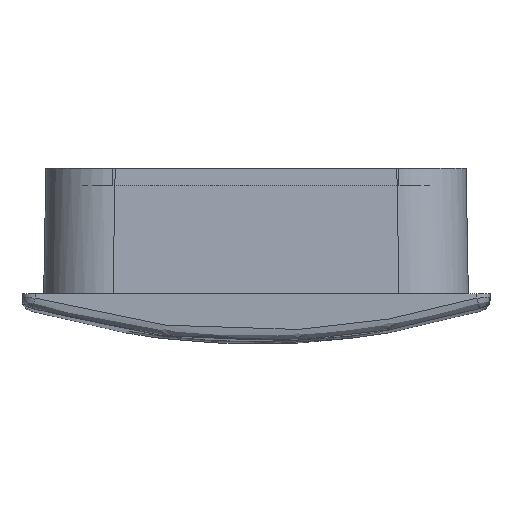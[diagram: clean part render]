
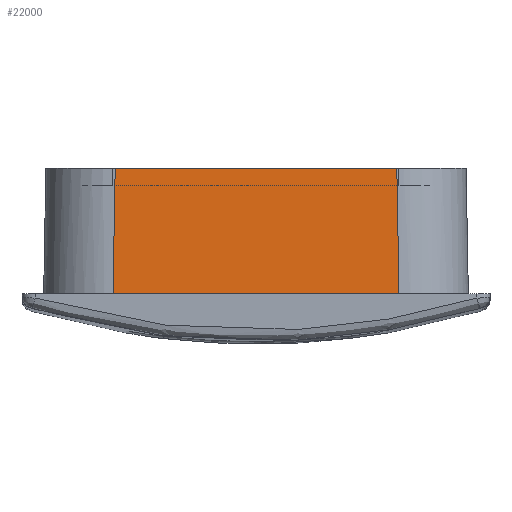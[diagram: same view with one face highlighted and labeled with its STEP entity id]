
A CAD part, top view. The second image highlights one B-rep face of the part: STEP entity #22000.
In plain terms, the highlighted face is planar.
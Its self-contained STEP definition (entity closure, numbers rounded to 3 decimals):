
#20340=CARTESIAN_POINT('',(10.749,-0.004,
260.982));
#20350=VERTEX_POINT('',#20340);
#20380=CARTESIAN_POINT('',(50.925,-0.004,
260.982));
#20390=DIRECTION('',(-1.,0.,0.));
#20400=VECTOR('',#20390,1.);
#20410=LINE('',#20380,#20400);
#20420=CARTESIAN_POINT('',(43.245,-0.004,
260.982));
#20430=VERTEX_POINT('',#20420);
#20440=EDGE_CURVE('',#20430,#20350,#20410,.T.);
#20860=CARTESIAN_POINT('',(43.243,-0.144,
260.98));
#20870=DIRECTION('',(-0.017,-1.,
-0.017));
#20880=VECTOR('',#20870,1.);
#20890=LINE('',#20860,#20880);
#20900=CARTESIAN_POINT('',(43.523,15.921,
261.26));
#20910=VERTEX_POINT('',#20900);
#20920=EDGE_CURVE('',#20910,#20430,#20890,.T.);
#21760=CARTESIAN_POINT('',(-0.003,14.496,
261.235));
#21770=DIRECTION('',(0.,-0.017,1.));
#21780=DIRECTION('',(1.,0.,0.));
#21790=AXIS2_PLACEMENT_3D('',#21760,#21770,#21780);
#21800=PLANE('',#21790);
#21810=CARTESIAN_POINT('',(10.751,-0.144,
260.98));
#21820=DIRECTION('',(0.017,-1.,
-0.017));
#21830=VECTOR('',#21820,1.);
#21840=LINE('',#21810,#21830);
#21850=CARTESIAN_POINT('',(10.471,15.921,
261.26));
#21860=VERTEX_POINT('',#21850);
#21870=EDGE_CURVE('',#21860,#20350,#21840,.T.);
#21880=ORIENTED_EDGE('',*,*,#21870,.T.);
#21890=CARTESIAN_POINT('',(26.997,-70.004,
259.76));
#21900=DIRECTION('',(0.,-0.017,1.));
#21910=DIRECTION('',(0.,1.,0.017));
#21920=AXIS2_PLACEMENT_3D('',#21890,#21900,#21910);
#21930=ELLIPSE('',#21920,87.513,87.5);
#21940=EDGE_CURVE('',#20910,#21860,#21930,.T.);
#21950=ORIENTED_EDGE('',*,*,#21940,.T.);
#21960=ORIENTED_EDGE('',*,*,#20920,.F.);
#21970=ORIENTED_EDGE('',*,*,#20440,.F.);
#21980=EDGE_LOOP('',(#21970,#21960,#21950,#21880));
#21990=FACE_OUTER_BOUND('',#21980,.T.);
#22000=ADVANCED_FACE('',(#21990),#21800,.T.);
